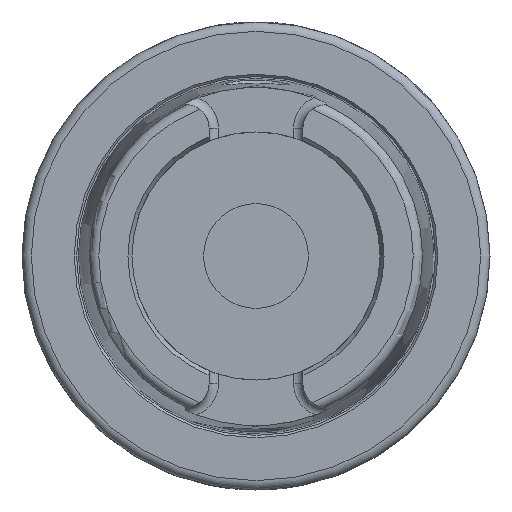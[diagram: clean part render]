
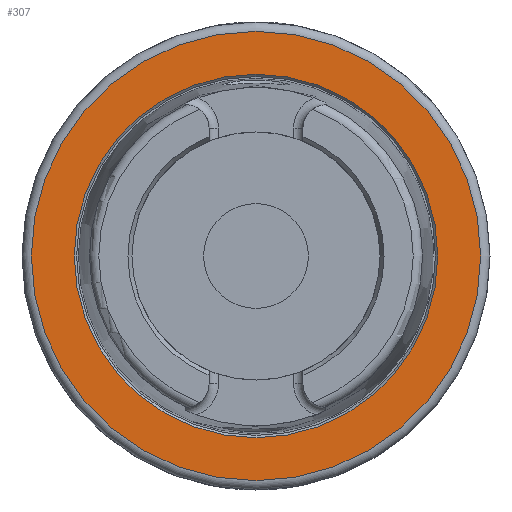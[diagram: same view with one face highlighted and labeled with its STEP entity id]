
A CAD part, left-side view. The second image highlights one B-rep face of the part: STEP entity #307.
In plain terms, the highlighted planar face has unit normal (-1, 0, 0).
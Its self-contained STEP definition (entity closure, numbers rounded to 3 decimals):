
#307 = ADVANCED_FACE( '', ( #704, #705 ), #706, .T. );
#704 = FACE_OUTER_BOUND( '', #1218, .T. );
#705 = FACE_BOUND( '', #1219, .T. );
#706 = PLANE( '', #1220 );
#1218 = EDGE_LOOP( '', ( #2084 ) );
#1219 = EDGE_LOOP( '', ( #2085 ) );
#1220 = AXIS2_PLACEMENT_3D( '', #2086, #2087, #2088 );
#2084 = ORIENTED_EDGE( '', *, *, #2999, .T. );
#2085 = ORIENTED_EDGE( '', *, *, #3000, .F. );
#2086 = CARTESIAN_POINT( '', ( -13.57, 0., 50. ) );
#2087 = DIRECTION( '', ( -1., 0., 0. ) );
#2088 = DIRECTION( '', ( 0., 0., 1. ) );
#2999 = EDGE_CURVE( '', #3659, #3659, #3660, .T. );
#3000 = EDGE_CURVE( '', #3661, #3661, #3662, .T. );
#3659 = VERTEX_POINT( '', #5316 );
#3660 = CIRCLE( '', #5317, 48. );
#3661 = VERTEX_POINT( '', #5318 );
#3662 = CIRCLE( '', #5319, 38.838 );
#5316 = CARTESIAN_POINT( '', ( -13.57, 0., 48. ) );
#5317 = AXIS2_PLACEMENT_3D( '', #6109, #6110, #6111 );
#5318 = CARTESIAN_POINT( '', ( -13.57, 0., 38.838 ) );
#5319 = AXIS2_PLACEMENT_3D( '', #6112, #6113, #6114 );
#6109 = CARTESIAN_POINT( '', ( -13.57, 0., 0. ) );
#6110 = DIRECTION( '', ( -1., 0., 0. ) );
#6111 = DIRECTION( '', ( 0., 0., 1. ) );
#6112 = CARTESIAN_POINT( '', ( -13.57, 0., 0. ) );
#6113 = DIRECTION( '', ( -1., 0., 0. ) );
#6114 = DIRECTION( '', ( 0., 0., 1. ) );
